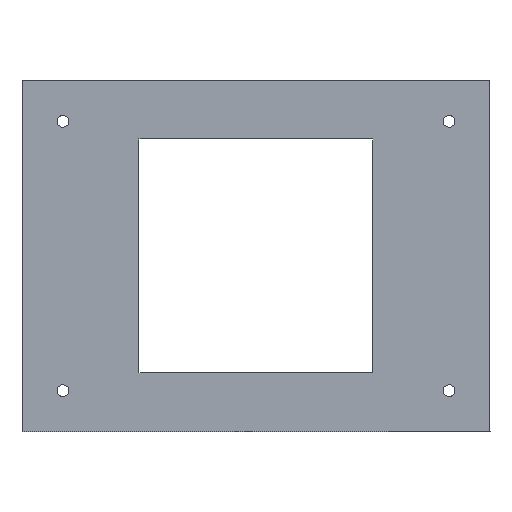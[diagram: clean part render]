
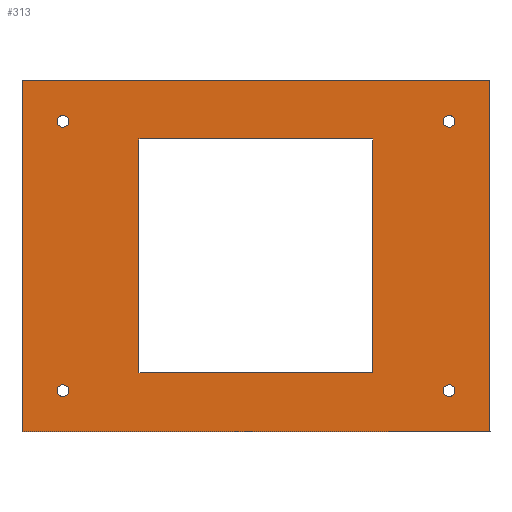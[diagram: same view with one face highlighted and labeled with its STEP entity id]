
A CAD part, front view. The second image highlights one B-rep face of the part: STEP entity #313.
In plain terms, the highlighted planar face has unit normal (0, -1, 0).
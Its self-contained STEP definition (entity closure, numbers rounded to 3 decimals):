
#35=FACE_BOUND('',#101,.T.);
#36=FACE_BOUND('',#102,.T.);
#37=FACE_BOUND('',#103,.T.);
#38=FACE_BOUND('',#104,.T.);
#39=FACE_BOUND('',#105,.T.);
#41=CIRCLE('',#322,1.);
#43=CIRCLE('',#325,1.);
#45=CIRCLE('',#328,1.);
#47=CIRCLE('',#331,1.);
#77=FACE_OUTER_BOUND('',#100,.T.);
#100=EDGE_LOOP('',(#278,#279,#280,#281));
#101=EDGE_LOOP('',(#282,#283,#284,#285));
#102=EDGE_LOOP('',(#286));
#103=EDGE_LOOP('',(#287));
#104=EDGE_LOOP('',(#288));
#105=EDGE_LOOP('',(#289));
#108=LINE('',#460,#140);
#111=LINE('',#466,#143);
#114=LINE('',#472,#146);
#117=LINE('',#476,#149);
#118=LINE('',#500,#150);
#122=LINE('',#508,#154);
#125=LINE('',#514,#157);
#128=LINE('',#519,#160);
#140=VECTOR('',#356,40.);
#143=VECTOR('',#361,40.);
#146=VECTOR('',#366,40.);
#149=VECTOR('',#371,40.);
#150=VECTOR('',#398,80.);
#154=VECTOR('',#404,60.);
#157=VECTOR('',#409,80.);
#160=VECTOR('',#414,60.);
#172=VERTEX_POINT('',#457);
#173=VERTEX_POINT('',#459);
#175=VERTEX_POINT('',#465);
#177=VERTEX_POINT('',#471);
#179=VERTEX_POINT('',#480);
#181=VERTEX_POINT('',#485);
#183=VERTEX_POINT('',#490);
#185=VERTEX_POINT('',#495);
#186=VERTEX_POINT('',#498);
#187=VERTEX_POINT('',#499);
#190=VERTEX_POINT('',#507);
#192=VERTEX_POINT('',#513);
#196=EDGE_CURVE('',#173,#172,#108,.T.);
#199=EDGE_CURVE('',#175,#173,#111,.T.);
#202=EDGE_CURVE('',#177,#175,#114,.T.);
#205=EDGE_CURVE('',#172,#177,#117,.T.);
#207=EDGE_CURVE('',#179,#179,#41,.T.);
#209=EDGE_CURVE('',#181,#181,#43,.T.);
#211=EDGE_CURVE('',#183,#183,#45,.T.);
#213=EDGE_CURVE('',#185,#185,#47,.T.);
#214=EDGE_CURVE('',#186,#187,#118,.T.);
#218=EDGE_CURVE('',#190,#186,#122,.T.);
#221=EDGE_CURVE('',#192,#190,#125,.T.);
#224=EDGE_CURVE('',#187,#192,#128,.T.);
#278=ORIENTED_EDGE('',*,*,#224,.F.);
#279=ORIENTED_EDGE('',*,*,#214,.F.);
#280=ORIENTED_EDGE('',*,*,#218,.F.);
#281=ORIENTED_EDGE('',*,*,#221,.F.);
#282=ORIENTED_EDGE('',*,*,#202,.T.);
#283=ORIENTED_EDGE('',*,*,#199,.T.);
#284=ORIENTED_EDGE('',*,*,#196,.T.);
#285=ORIENTED_EDGE('',*,*,#205,.T.);
#286=ORIENTED_EDGE('',*,*,#207,.T.);
#287=ORIENTED_EDGE('',*,*,#209,.T.);
#288=ORIENTED_EDGE('',*,*,#211,.T.);
#289=ORIENTED_EDGE('',*,*,#213,.T.);
#299=PLANE('',#337);
#313=ADVANCED_FACE('',(#77,#35,#36,#37,#38,#39),#299,.T.);
#322=AXIS2_PLACEMENT_3D('',#481,#376,#377);
#325=AXIS2_PLACEMENT_3D('',#486,#382,#383);
#328=AXIS2_PLACEMENT_3D('',#491,#388,#389);
#331=AXIS2_PLACEMENT_3D('',#496,#394,#395);
#337=AXIS2_PLACEMENT_3D('',#522,#418,#419);
#356=DIRECTION('',(0.,0.,1.));
#361=DIRECTION('',(-1.,0.,0.));
#366=DIRECTION('',(0.,0.,-1.));
#371=DIRECTION('',(1.,0.,0.));
#376=DIRECTION('center_axis',(0.,1.,0.));
#377=DIRECTION('ref_axis',(1.,0.,0.));
#382=DIRECTION('center_axis',(0.,1.,0.));
#383=DIRECTION('ref_axis',(1.,0.,0.));
#388=DIRECTION('center_axis',(0.,1.,0.));
#389=DIRECTION('ref_axis',(1.,0.,0.));
#394=DIRECTION('center_axis',(0.,1.,0.));
#395=DIRECTION('ref_axis',(1.,0.,0.));
#398=DIRECTION('',(-1.,0.,0.));
#404=DIRECTION('',(0.,0.,-1.));
#409=DIRECTION('',(1.,0.,0.));
#414=DIRECTION('',(0.,0.,1.));
#418=DIRECTION('center_axis',(0.,-1.,0.));
#419=DIRECTION('ref_axis',(0.,0.,-1.));
#457=CARTESIAN_POINT('',(-55.,0.,-5.));
#459=CARTESIAN_POINT('',(-55.,0.,-45.));
#460=CARTESIAN_POINT('',(-55.,0.,-35.));
#465=CARTESIAN_POINT('',(-15.,0.,-45.));
#466=CARTESIAN_POINT('',(-25.,0.,-45.));
#471=CARTESIAN_POINT('',(-15.,0.,-5.));
#472=CARTESIAN_POINT('',(-15.,0.,-15.));
#476=CARTESIAN_POINT('',(-45.,0.,-5.));
#480=CARTESIAN_POINT('',(-3.,0.,-2.));
#481=CARTESIAN_POINT('Origin',(-2.,0.,-2.));
#485=CARTESIAN_POINT('',(-3.,0.,-48.));
#486=CARTESIAN_POINT('Origin',(-2.,0.,-48.));
#490=CARTESIAN_POINT('',(-69.,0.,-2.));
#491=CARTESIAN_POINT('Origin',(-68.,0.,-2.));
#495=CARTESIAN_POINT('',(-69.,0.,-48.));
#496=CARTESIAN_POINT('Origin',(-68.,0.,-48.));
#498=CARTESIAN_POINT('',(5.,0.,-55.));
#499=CARTESIAN_POINT('',(-75.,0.,-55.));
#500=CARTESIAN_POINT('',(5.,0.,-55.));
#507=CARTESIAN_POINT('',(5.,0.,5.));
#508=CARTESIAN_POINT('',(5.,0.,5.));
#513=CARTESIAN_POINT('',(-75.,0.,5.));
#514=CARTESIAN_POINT('',(-75.,0.,5.));
#519=CARTESIAN_POINT('',(-75.,0.,-55.));
#522=CARTESIAN_POINT('Origin',(-35.,0.,-25.));
